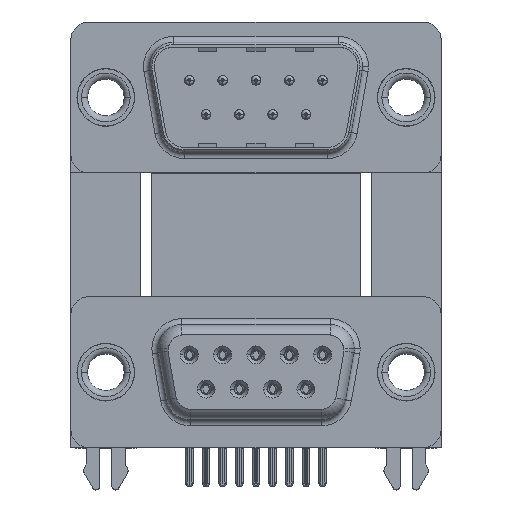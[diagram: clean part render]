
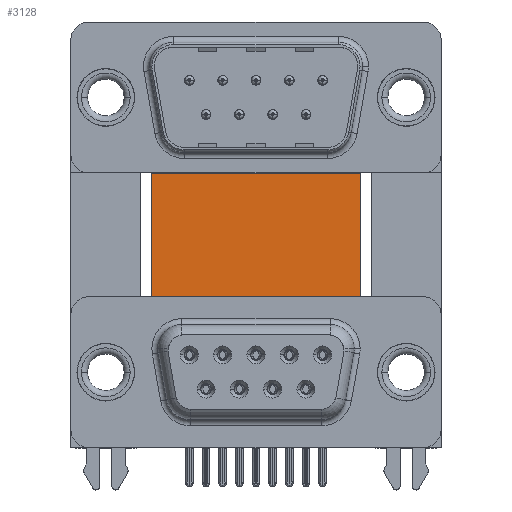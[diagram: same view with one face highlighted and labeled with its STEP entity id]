
A CAD part, top view. The second image highlights one B-rep face of the part: STEP entity #3128.
In plain terms, the highlighted planar face has unit normal (0, 0, 1).
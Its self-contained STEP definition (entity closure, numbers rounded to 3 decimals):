
#387 = ORIENTED_EDGE ( 'NONE', *, *, #33585, .T. ) ;
#636 = EDGE_CURVE ( 'NONE', #33237, #31775, #28876, .T. ) ;
#937 = VECTOR ( 'NONE', #23310, 1000. ) ;
#1066 = CARTESIAN_POINT ( 'NONE',  ( 2.4, -4.635, -12. ) ) ;
#1275 = VECTOR ( 'NONE', #7338, 1000. ) ;
#1612 = ORIENTED_EDGE ( 'NONE', *, *, #636, .T. ) ;
#1631 = DIRECTION ( 'NONE',  ( -1., 0., 0. ) ) ;
#2375 = DIRECTION ( 'NONE',  ( 0., -1., 0. ) ) ;
#3128 = ADVANCED_FACE ( 'NONE', ( #10136 ), #9949, .F. ) ;
#3437 = CARTESIAN_POINT ( 'NONE',  ( 21.2, 16.585, -12. ) ) ;
#4067 = EDGE_CURVE ( 'NONE', #19443, #30175, #12418, .T. ) ;
#4752 = EDGE_CURVE ( 'NONE', #11918, #8867, #26355, .T. ) ;
#5071 = LINE ( 'NONE', #19086, #1275 ) ;
#7338 = DIRECTION ( 'NONE',  ( 1., 0., 0. ) ) ;
#7667 = VERTEX_POINT ( 'NONE', #26849 ) ;
#7817 = CARTESIAN_POINT ( 'NONE',  ( 21.2, -0.735, -12. ) ) ;
#8446 = ORIENTED_EDGE ( 'NONE', *, *, #4752, .F. ) ;
#8867 = VERTEX_POINT ( 'NONE', #7817 ) ;
#9949 = PLANE ( 'NONE',  #32382 ) ;
#10136 = FACE_OUTER_BOUND ( 'NONE', #30639, .T. ) ;
#10560 = LINE ( 'NONE', #33504, #24245 ) ;
#10582 = CARTESIAN_POINT ( 'NONE',  ( 2.4, -4.635, -12. ) ) ;
#10731 = VECTOR ( 'NONE', #31341, 1000. ) ;
#10975 = CARTESIAN_POINT ( 'NONE',  ( 2.9, -4.635, -12. ) ) ;
#11591 = VECTOR ( 'NONE', #24646, 1000. ) ;
#11918 = VERTEX_POINT ( 'NONE', #34345 ) ;
#12039 = DIRECTION ( 'NONE',  ( -0.336, -0.942, 0. ) ) ;
#12146 = ORIENTED_EDGE ( 'NONE', *, *, #13611, .F. ) ;
#12418 = LINE ( 'NONE', #35186, #37075 ) ;
#12515 = VERTEX_POINT ( 'NONE', #20197 ) ;
#13079 = ORIENTED_EDGE ( 'NONE', *, *, #28864, .T. ) ;
#13585 = EDGE_CURVE ( 'NONE', #31140, #12515, #10560, .T. ) ;
#13611 = EDGE_CURVE ( 'NONE', #31140, #11918, #5071, .T. ) ;
#13889 = CARTESIAN_POINT ( 'NONE',  ( 2.9, -4.635, -12. ) ) ;
#14008 = VECTOR ( 'NONE', #31161, 1000. ) ;
#15277 = EDGE_CURVE ( 'NONE', #7667, #16416, #37036, .T. ) ;
#15862 = CARTESIAN_POINT ( 'NONE',  ( 22.59, -4.635, -12. ) ) ;
#16416 = VERTEX_POINT ( 'NONE', #22816 ) ;
#16934 = CARTESIAN_POINT ( 'NONE',  ( 2.9, -3.735, -12. ) ) ;
#19043 = LINE ( 'NONE', #28326, #23665 ) ;
#19086 = CARTESIAN_POINT ( 'NONE',  ( 3.79, 16.585, -12. ) ) ;
#19261 = VECTOR ( 'NONE', #12039, 1000. ) ;
#19443 = VERTEX_POINT ( 'NONE', #26066 ) ;
#20197 = CARTESIAN_POINT ( 'NONE',  ( 3.79, -0.735, -12. ) ) ;
#22816 = CARTESIAN_POINT ( 'NONE',  ( 22.09, -3.735, -12. ) ) ;
#23310 = DIRECTION ( 'NONE',  ( 0., -1., 0. ) ) ;
#23665 = VECTOR ( 'NONE', #2375, 1000. ) ;
#23795 = LINE ( 'NONE', #1066, #19261 ) ;
#23969 = CARTESIAN_POINT ( 'NONE',  ( 3.79, 16.585, -12. ) ) ;
#24245 = VECTOR ( 'NONE', #24778, 1000. ) ;
#24646 = DIRECTION ( 'NONE',  ( -0.336, 0.942, 0. ) ) ;
#24754 = DIRECTION ( 'NONE',  ( 0., 1., 0. ) ) ;
#24778 = DIRECTION ( 'NONE',  ( 0., -1., 0. ) ) ;
#25148 = ORIENTED_EDGE ( 'NONE', *, *, #36691, .T. ) ;
#25423 = ORIENTED_EDGE ( 'NONE', *, *, #4067, .T. ) ;
#25669 = ORIENTED_EDGE ( 'NONE', *, *, #13585, .T. ) ;
#25856 = CARTESIAN_POINT ( 'NONE',  ( 3.79, -3.735, -12. ) ) ;
#26066 = CARTESIAN_POINT ( 'NONE',  ( 22.09, -4.635, -12. ) ) ;
#26355 = LINE ( 'NONE', #3437, #937 ) ;
#26849 = CARTESIAN_POINT ( 'NONE',  ( 2.9, -3.735, -12. ) ) ;
#27588 = DIRECTION ( 'NONE',  ( 0., 0., -1. ) ) ;
#28326 = CARTESIAN_POINT ( 'NONE',  ( 22.09, -3.735, -12. ) ) ;
#28864 = EDGE_CURVE ( 'NONE', #12515, #33237, #23795, .T. ) ;
#28876 = LINE ( 'NONE', #13889, #10731 ) ;
#29820 = VECTOR ( 'NONE', #24754, 1000. ) ;
#30175 = VERTEX_POINT ( 'NONE', #15862 ) ;
#30639 = EDGE_LOOP ( 'NONE', ( #31100, #25148, #25423, #36830, #8446, #12146, #25669, #13079, #1612, #387 ) ) ;
#31100 = ORIENTED_EDGE ( 'NONE', *, *, #15277, .T. ) ;
#31140 = VERTEX_POINT ( 'NONE', #35402 ) ;
#31161 = DIRECTION ( 'NONE',  ( 1., 0., 0. ) ) ;
#31341 = DIRECTION ( 'NONE',  ( 1., 0., 0. ) ) ;
#31358 = LINE ( 'NONE', #16934, #29820 ) ;
#31775 = VERTEX_POINT ( 'NONE', #10975 ) ;
#32151 = DIRECTION ( 'NONE',  ( 1., 0., 0. ) ) ;
#32382 = AXIS2_PLACEMENT_3D ( 'NONE', #23969, #27588, #1631 ) ;
#33237 = VERTEX_POINT ( 'NONE', #10582 ) ;
#33374 = LINE ( 'NONE', #33566, #11591 ) ;
#33504 = CARTESIAN_POINT ( 'NONE',  ( 3.79, 16.585, -12. ) ) ;
#33566 = CARTESIAN_POINT ( 'NONE',  ( 22.59, -4.635, -12. ) ) ;
#33585 = EDGE_CURVE ( 'NONE', #31775, #7667, #31358, .T. ) ;
#34345 = CARTESIAN_POINT ( 'NONE',  ( 21.2, 16.585, -12. ) ) ;
#35186 = CARTESIAN_POINT ( 'NONE',  ( 22.09, -4.635, -12. ) ) ;
#35402 = CARTESIAN_POINT ( 'NONE',  ( 3.79, 16.585, -12. ) ) ;
#36691 = EDGE_CURVE ( 'NONE', #16416, #19443, #19043, .T. ) ;
#36830 = ORIENTED_EDGE ( 'NONE', *, *, #37379, .T. ) ;
#37036 = LINE ( 'NONE', #25856, #14008 ) ;
#37075 = VECTOR ( 'NONE', #32151, 1000. ) ;
#37379 = EDGE_CURVE ( 'NONE', #30175, #8867, #33374, .T. ) ;
